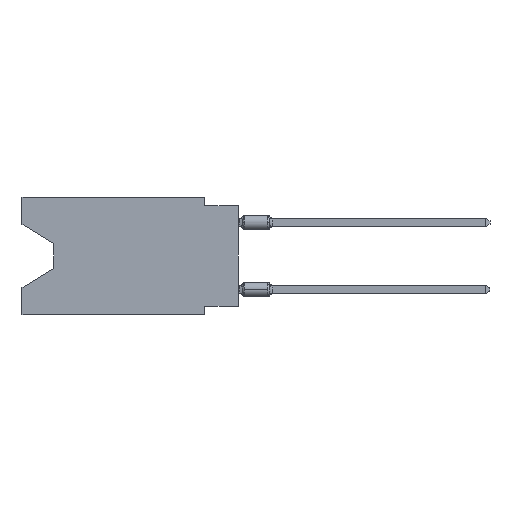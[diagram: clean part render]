
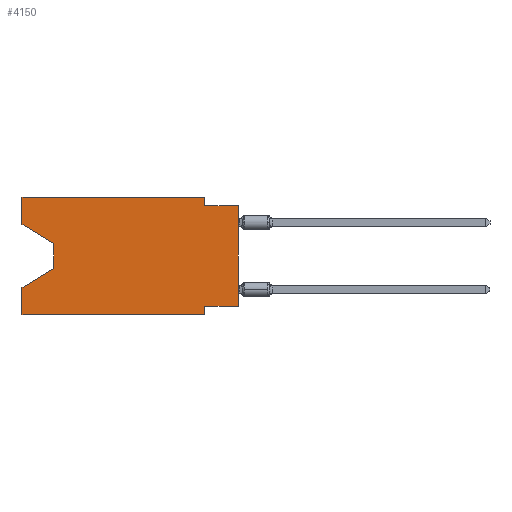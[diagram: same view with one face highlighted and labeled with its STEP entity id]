
A CAD part, left-side view. The second image highlights one B-rep face of the part: STEP entity #4150.
In plain terms, the highlighted planar face has unit normal (-1, 0, 0).
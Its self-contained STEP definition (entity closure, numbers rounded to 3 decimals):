
#12 = CARTESIAN_POINT ( 'NONE',  ( 0., 2.54, 0. ) ) ;
#122 = VECTOR ( 'NONE', #17961, 1000. ) ;
#152 = CARTESIAN_POINT ( 'NONE',  ( 0., 16.383, 0. ) ) ;
#305 = AXIS2_PLACEMENT_3D ( 'NONE', #838, #8082, #15706 ) ;
#545 = VECTOR ( 'NONE', #17147, 1000. ) ;
#791 = ORIENTED_EDGE ( 'NONE', *, *, #21225, .F. ) ;
#838 = CARTESIAN_POINT ( 'NONE',  ( 0., 16.383, 0. ) ) ;
#930 = ORIENTED_EDGE ( 'NONE', *, *, #3376, .F. ) ;
#1163 = VERTEX_POINT ( 'NONE', #9631 ) ;
#1643 = DIRECTION ( 'NONE',  ( 0., 0., 1. ) ) ;
#1683 = DIRECTION ( 'NONE',  ( 0., 0., -1. ) ) ;
#2135 = LINE ( 'NONE', #5400, #5689 ) ;
#2377 = VERTEX_POINT ( 'NONE', #12 ) ;
#2425 = ORIENTED_EDGE ( 'NONE', *, *, #16030, .F. ) ;
#2905 = CARTESIAN_POINT ( 'NONE',  ( 0., 16.383, 0. ) ) ;
#3118 = VERTEX_POINT ( 'NONE', #15270 ) ;
#3298 = VERTEX_POINT ( 'NONE', #8387 ) ;
#3339 = ORIENTED_EDGE ( 'NONE', *, *, #8525, .F. ) ;
#3376 = EDGE_CURVE ( 'NONE', #7902, #24260, #14254, .T. ) ;
#3736 = VECTOR ( 'NONE', #19121, 1000. ) ;
#4011 = DIRECTION ( 'NONE',  ( 0., 0., 1. ) ) ;
#4132 = LINE ( 'NONE', #152, #9652 ) ;
#4150 = ADVANCED_FACE ( 'NONE', ( #9959 ), #17571, .F. ) ;
#4394 = VERTEX_POINT ( 'NONE', #11319 ) ;
#4404 = ORIENTED_EDGE ( 'NONE', *, *, #17583, .F. ) ;
#4522 = CARTESIAN_POINT ( 'NONE',  ( 0., 0., -0.635 ) ) ;
#5400 = CARTESIAN_POINT ( 'NONE',  ( 0., 16.383, -2.038 ) ) ;
#5689 = VECTOR ( 'NONE', #9754, 1000. ) ;
#5932 = VERTEX_POINT ( 'NONE', #8801 ) ;
#6033 = LINE ( 'NONE', #15646, #20804 ) ;
#6081 = DIRECTION ( 'NONE',  ( 0., -1., 0. ) ) ;
#6132 = VECTOR ( 'NONE', #1683, 1000. ) ;
#7190 = EDGE_CURVE ( 'NONE', #5932, #20123, #16838, .T. ) ;
#7246 = EDGE_LOOP ( 'NONE', ( #15147, #24673, #16644, #791, #11231, #2425, #23313, #13228, #4404, #24689, #3339, #930 ) ) ;
#7294 = VECTOR ( 'NONE', #24478, 1000. ) ;
#7306 = LINE ( 'NONE', #22563, #6132 ) ;
#7475 = VECTOR ( 'NONE', #1643, 1000. ) ;
#7902 = VERTEX_POINT ( 'NONE', #21652 ) ;
#7956 = CARTESIAN_POINT ( 'NONE',  ( 0., 0., -0.635 ) ) ;
#8082 = DIRECTION ( 'NONE',  ( 1., 0., 0. ) ) ;
#8387 = CARTESIAN_POINT ( 'NONE',  ( 0., 2.54, -8.89 ) ) ;
#8462 = CARTESIAN_POINT ( 'NONE',  ( 0., 13.97, -5.385 ) ) ;
#8525 = EDGE_CURVE ( 'NONE', #24260, #2377, #15366, .T. ) ;
#8801 = CARTESIAN_POINT ( 'NONE',  ( 0., 13.97, -3.505 ) ) ;
#9186 = CARTESIAN_POINT ( 'NONE',  ( 0., 2.54, -8.255 ) ) ;
#9505 = DIRECTION ( 'NONE',  ( 0., 0.855, -0.519 ) ) ;
#9509 = LINE ( 'NONE', #21120, #3736 ) ;
#9576 = VERTEX_POINT ( 'NONE', #4522 ) ;
#9631 = CARTESIAN_POINT ( 'NONE',  ( 0., 0., -8.255 ) ) ;
#9652 = VECTOR ( 'NONE', #4011, 1000. ) ;
#9666 = VERTEX_POINT ( 'NONE', #18252 ) ;
#9754 = DIRECTION ( 'NONE',  ( 0., -0.855, -0.519 ) ) ;
#9797 = EDGE_CURVE ( 'NONE', #7902, #5932, #2135, .T. ) ;
#9959 = FACE_OUTER_BOUND ( 'NONE', #7246, .T. ) ;
#10601 = CARTESIAN_POINT ( 'NONE',  ( 0., 2.54, -8.89 ) ) ;
#10866 = EDGE_CURVE ( 'NONE', #1163, #21917, #23138, .T. ) ;
#11231 = ORIENTED_EDGE ( 'NONE', *, *, #13755, .T. ) ;
#11248 = EDGE_CURVE ( 'NONE', #1163, #9576, #9509, .T. ) ;
#11319 = CARTESIAN_POINT ( 'NONE',  ( 0., 16.383, -6.852 ) ) ;
#11734 = VECTOR ( 'NONE', #9505, 1000. ) ;
#11780 = DIRECTION ( 'NONE',  ( 0., -1., 0. ) ) ;
#12882 = CARTESIAN_POINT ( 'NONE',  ( 0., 16.383, 0. ) ) ;
#13228 = ORIENTED_EDGE ( 'NONE', *, *, #11248, .T. ) ;
#13273 = CARTESIAN_POINT ( 'NONE',  ( 0., 0., -8.255 ) ) ;
#13755 = EDGE_CURVE ( 'NONE', #9666, #3298, #6033, .T. ) ;
#14254 = LINE ( 'NONE', #16515, #7475 ) ;
#14999 = DIRECTION ( 'NONE',  ( 0., -1., 0. ) ) ;
#15147 = ORIENTED_EDGE ( 'NONE', *, *, #9797, .T. ) ;
#15270 = CARTESIAN_POINT ( 'NONE',  ( 0., 2.54, -0.635 ) ) ;
#15366 = LINE ( 'NONE', #12882, #17612 ) ;
#15646 = CARTESIAN_POINT ( 'NONE',  ( 0., 16.383, -8.89 ) ) ;
#15706 = DIRECTION ( 'NONE',  ( 0., 0., -1. ) ) ;
#16030 = EDGE_CURVE ( 'NONE', #21917, #3298, #18334, .T. ) ;
#16515 = CARTESIAN_POINT ( 'NONE',  ( 0., 16.383, 0. ) ) ;
#16644 = ORIENTED_EDGE ( 'NONE', *, *, #17014, .T. ) ;
#16838 = LINE ( 'NONE', #23965, #7294 ) ;
#17014 = EDGE_CURVE ( 'NONE', #20123, #4394, #23114, .T. ) ;
#17147 = DIRECTION ( 'NONE',  ( 0., 1., 0. ) ) ;
#17571 = PLANE ( 'NONE',  #305 ) ;
#17583 = EDGE_CURVE ( 'NONE', #3118, #9576, #17698, .T. ) ;
#17612 = VECTOR ( 'NONE', #14999, 1000. ) ;
#17698 = LINE ( 'NONE', #7956, #23730 ) ;
#17961 = DIRECTION ( 'NONE',  ( 0., 0., -1. ) ) ;
#18252 = CARTESIAN_POINT ( 'NONE',  ( 0., 16.383, -8.89 ) ) ;
#18334 = LINE ( 'NONE', #10601, #122 ) ;
#19121 = DIRECTION ( 'NONE',  ( 0., 0., 1. ) ) ;
#20123 = VERTEX_POINT ( 'NONE', #8462 ) ;
#20804 = VECTOR ( 'NONE', #11780, 1000. ) ;
#21120 = CARTESIAN_POINT ( 'NONE',  ( 0., 0., 0. ) ) ;
#21225 = EDGE_CURVE ( 'NONE', #9666, #4394, #4132, .T. ) ;
#21652 = CARTESIAN_POINT ( 'NONE',  ( 0., 16.383, -2.038 ) ) ;
#21917 = VERTEX_POINT ( 'NONE', #9186 ) ;
#22563 = CARTESIAN_POINT ( 'NONE',  ( 0., 2.54, 0. ) ) ;
#23114 = LINE ( 'NONE', #24521, #11734 ) ;
#23138 = LINE ( 'NONE', #13273, #545 ) ;
#23313 = ORIENTED_EDGE ( 'NONE', *, *, #10866, .F. ) ;
#23730 = VECTOR ( 'NONE', #6081, 1000. ) ;
#23965 = CARTESIAN_POINT ( 'NONE',  ( 0., 13.97, -3.505 ) ) ;
#24029 = EDGE_CURVE ( 'NONE', #2377, #3118, #7306, .T. ) ;
#24260 = VERTEX_POINT ( 'NONE', #2905 ) ;
#24478 = DIRECTION ( 'NONE',  ( 0., 0., -1. ) ) ;
#24521 = CARTESIAN_POINT ( 'NONE',  ( 0., 13.97, -5.385 ) ) ;
#24673 = ORIENTED_EDGE ( 'NONE', *, *, #7190, .T. ) ;
#24689 = ORIENTED_EDGE ( 'NONE', *, *, #24029, .F. ) ;
